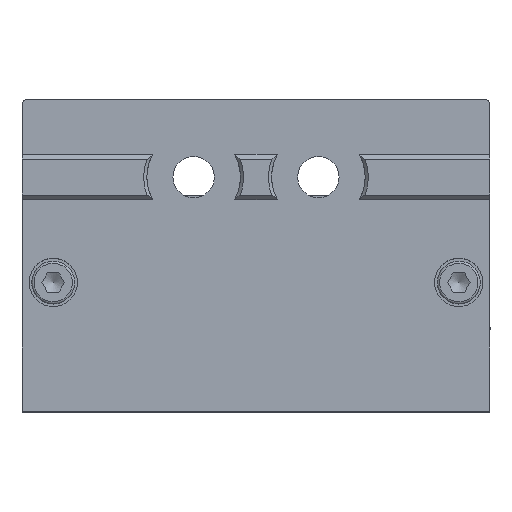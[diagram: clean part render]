
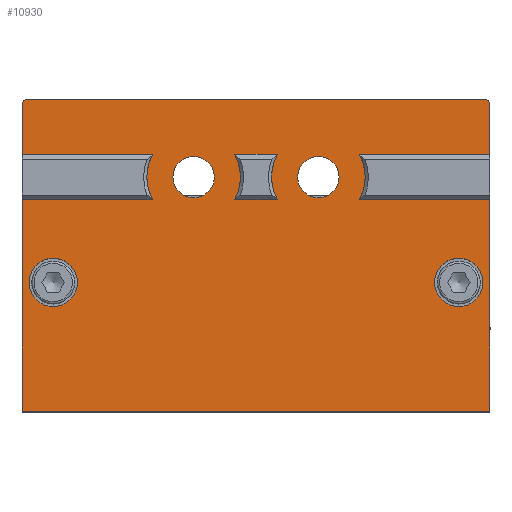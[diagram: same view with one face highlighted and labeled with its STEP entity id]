
A CAD part, top view. The second image highlights one B-rep face of the part: STEP entity #10930.
In plain terms, the highlighted face is planar.
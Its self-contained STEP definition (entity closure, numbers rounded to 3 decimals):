
#717=FACE_BOUND('',#2135,.T.);
#718=FACE_BOUND('',#2136,.T.);
#719=FACE_BOUND('',#2137,.T.);
#720=FACE_BOUND('',#2138,.T.);
#721=FACE_BOUND('',#2139,.T.);
#982=PLANE('',#11919);
#1463=FACE_OUTER_BOUND('',#2134,.T.);
#2134=EDGE_LOOP('',(#9389,#9390,#9391,#9392,#9393,#9394,#9395,#9396,#9397,
#9398,#9399,#9400,#9401,#9402));
#2135=EDGE_LOOP('',(#9403,#9404,#9405,#9406));
#2136=EDGE_LOOP('',(#9407));
#2137=EDGE_LOOP('',(#9408));
#2138=EDGE_LOOP('',(#9409));
#2139=EDGE_LOOP('',(#9410));
#3052=LINE('',#22664,#3821);
#3058=LINE('',#22676,#3827);
#3080=LINE('',#22725,#3849);
#3086=LINE('',#22737,#3855);
#3093=LINE('',#22750,#3862);
#3109=LINE('',#22797,#3878);
#3111=LINE('',#22803,#3880);
#3112=LINE('',#22806,#3881);
#3113=LINE('',#22808,#3882);
#3114=LINE('',#22809,#3883);
#3115=LINE('',#22811,#3884);
#3116=LINE('',#22814,#3885);
#3117=LINE('',#22819,#3886);
#3118=LINE('',#22822,#3887);
#3821=VECTOR('',#14197,10.);
#3827=VECTOR('',#14203,10.);
#3849=VECTOR('',#14239,10.);
#3855=VECTOR('',#14245,10.);
#3862=VECTOR('',#14254,10.);
#3878=VECTOR('',#14294,10.);
#3880=VECTOR('',#14302,10.);
#3881=VECTOR('',#14305,10.);
#3882=VECTOR('',#14306,10.);
#3883=VECTOR('',#14307,10.);
#3884=VECTOR('',#14308,10.);
#3885=VECTOR('',#14311,10.);
#3886=VECTOR('',#14314,10.);
#3887=VECTOR('',#14317,10.);
#4273=CIRCLE('',#11917,6.);
#4274=CIRCLE('',#11920,6.);
#4275=CIRCLE('',#11921,6.);
#4276=CIRCLE('',#11922,6.);
#4277=CIRCLE('',#11923,3.1);
#4278=CIRCLE('',#11924,3.1);
#4279=CIRCLE('',#11925,2.65);
#4280=CIRCLE('',#11926,2.65);
#5111=VERTEX_POINT('',#22661);
#5112=VERTEX_POINT('',#22663);
#5117=VERTEX_POINT('',#22673);
#5118=VERTEX_POINT('',#22675);
#5137=VERTEX_POINT('',#22722);
#5138=VERTEX_POINT('',#22724);
#5143=VERTEX_POINT('',#22734);
#5144=VERTEX_POINT('',#22736);
#5162=VERTEX_POINT('',#22795);
#5163=VERTEX_POINT('',#22799);
#5164=VERTEX_POINT('',#22805);
#5165=VERTEX_POINT('',#22807);
#5166=VERTEX_POINT('',#22810);
#5167=VERTEX_POINT('',#22812);
#5168=VERTEX_POINT('',#22815);
#5169=VERTEX_POINT('',#22816);
#5170=VERTEX_POINT('',#22818);
#5171=VERTEX_POINT('',#22820);
#5172=VERTEX_POINT('',#22823);
#5173=VERTEX_POINT('',#22825);
#5174=VERTEX_POINT('',#22827);
#5175=VERTEX_POINT('',#22829);
#6561=EDGE_CURVE('',#5112,#5111,#3052,.T.);
#6567=EDGE_CURVE('',#5118,#5117,#3058,.T.);
#6591=EDGE_CURVE('',#5138,#5137,#3080,.T.);
#6597=EDGE_CURVE('',#5143,#5144,#3086,.T.);
#6604=EDGE_CURVE('',#5118,#5137,#3093,.T.);
#6626=EDGE_CURVE('',#5162,#5112,#3109,.T.);
#6627=EDGE_CURVE('',#5163,#5162,#4273,.T.);
#6629=EDGE_CURVE('',#5117,#5163,#3111,.T.);
#6630=EDGE_CURVE('',#5164,#5111,#3112,.T.);
#6631=EDGE_CURVE('',#5164,#5165,#3113,.F.);
#6632=EDGE_CURVE('',#5144,#5165,#3114,.T.);
#6633=EDGE_CURVE('',#5143,#5166,#3115,.T.);
#6634=EDGE_CURVE('',#5166,#5167,#4274,.T.);
#6635=EDGE_CURVE('',#5167,#5138,#3116,.T.);
#6636=EDGE_CURVE('',#5168,#5169,#4275,.T.);
#6637=EDGE_CURVE('',#5169,#5170,#3117,.T.);
#6638=EDGE_CURVE('',#5170,#5171,#4276,.T.);
#6639=EDGE_CURVE('',#5171,#5168,#3118,.T.);
#6640=EDGE_CURVE('',#5172,#5172,#4277,.T.);
#6641=EDGE_CURVE('',#5173,#5173,#4278,.T.);
#6642=EDGE_CURVE('',#5174,#5174,#4279,.T.);
#6643=EDGE_CURVE('',#5175,#5175,#4280,.T.);
#9389=ORIENTED_EDGE('',*,*,#6629,.T.);
#9390=ORIENTED_EDGE('',*,*,#6627,.T.);
#9391=ORIENTED_EDGE('',*,*,#6626,.T.);
#9392=ORIENTED_EDGE('',*,*,#6561,.T.);
#9393=ORIENTED_EDGE('',*,*,#6630,.F.);
#9394=ORIENTED_EDGE('',*,*,#6631,.T.);
#9395=ORIENTED_EDGE('',*,*,#6632,.F.);
#9396=ORIENTED_EDGE('',*,*,#6597,.F.);
#9397=ORIENTED_EDGE('',*,*,#6633,.T.);
#9398=ORIENTED_EDGE('',*,*,#6634,.T.);
#9399=ORIENTED_EDGE('',*,*,#6635,.T.);
#9400=ORIENTED_EDGE('',*,*,#6591,.T.);
#9401=ORIENTED_EDGE('',*,*,#6604,.F.);
#9402=ORIENTED_EDGE('',*,*,#6567,.T.);
#9403=ORIENTED_EDGE('',*,*,#6636,.T.);
#9404=ORIENTED_EDGE('',*,*,#6637,.T.);
#9405=ORIENTED_EDGE('',*,*,#6638,.T.);
#9406=ORIENTED_EDGE('',*,*,#6639,.T.);
#9407=ORIENTED_EDGE('',*,*,#6640,.T.);
#9408=ORIENTED_EDGE('',*,*,#6641,.T.);
#9409=ORIENTED_EDGE('',*,*,#6642,.F.);
#9410=ORIENTED_EDGE('',*,*,#6643,.F.);
#10930=ADVANCED_FACE('',(#1463,#717,#718,#719,#720,#721),#982,.T.);
#11917=AXIS2_PLACEMENT_3D('',#22800,#14297,#14298);
#11919=AXIS2_PLACEMENT_3D('',#22804,#14303,#14304);
#11920=AXIS2_PLACEMENT_3D('',#22813,#14309,#14310);
#11921=AXIS2_PLACEMENT_3D('',#22817,#14312,#14313);
#11922=AXIS2_PLACEMENT_3D('',#22821,#14315,#14316);
#11923=AXIS2_PLACEMENT_3D('',#22824,#14318,#14319);
#11924=AXIS2_PLACEMENT_3D('',#22826,#14320,#14321);
#11925=AXIS2_PLACEMENT_3D('',#22828,#14322,#14323);
#11926=AXIS2_PLACEMENT_3D('',#22830,#14324,#14325);
#14197=DIRECTION('',(0.,0.,1.));
#14203=DIRECTION('',(0.,0.,1.));
#14239=DIRECTION('',(0.,0.,-1.));
#14245=DIRECTION('',(0.,0.,1.));
#14254=DIRECTION('',(-1.,0.,0.));
#14294=DIRECTION('',(1.,0.,0.));
#14297=DIRECTION('center_axis',(0.,-1.,
0.));
#14298=DIRECTION('ref_axis',(0.,0.,
-1.));
#14302=DIRECTION('',(-1.,0.,0.));
#14303=DIRECTION('center_axis',(0.,-1.,
0.));
#14304=DIRECTION('ref_axis',(0.,0.,
1.));
#14305=DIRECTION('',(0.707,0.,-0.707));
#14306=DIRECTION('',(1.,0.,0.));
#14307=DIRECTION('',(0.707,0.,0.707));
#14308=DIRECTION('',(1.,0.,0.));
#14309=DIRECTION('center_axis',(0.,-1.,
0.));
#14310=DIRECTION('ref_axis',(0.,0.,
-1.));
#14311=DIRECTION('',(-1.,0.,0.));
#14312=DIRECTION('center_axis',(0.,-1.,
0.));
#14313=DIRECTION('ref_axis',(0.,0.,
-1.));
#14314=DIRECTION('',(-1.,0.,0.));
#14315=DIRECTION('center_axis',(0.,-1.,
0.));
#14316=DIRECTION('ref_axis',(0.,0.,
-1.));
#14317=DIRECTION('',(1.,0.,0.));
#14318=DIRECTION('center_axis',(0.,1.,0.));
#14319=DIRECTION('ref_axis',(1.,0.,0.));
#14320=DIRECTION('center_axis',(0.,1.,0.));
#14321=DIRECTION('ref_axis',(1.,0.,0.));
#14322=DIRECTION('center_axis',(0.,-1.,
0.));
#14323=DIRECTION('ref_axis',(1.,0.,0.));
#14324=DIRECTION('center_axis',(0.,-1.,
0.));
#14325=DIRECTION('ref_axis',(-1.,0.,0.));
#22661=CARTESIAN_POINT('',(30.001,-180.001,24.6));
#22663=CARTESIAN_POINT('',(30.001,-180.001,17.9));
#22664=CARTESIAN_POINT('',(30.001,-180.001,-2.45));
#22673=CARTESIAN_POINT('',(30.001,-180.001,12.1));
#22675=CARTESIAN_POINT('',(30.001,-180.001,-15.));
#22676=CARTESIAN_POINT('',(30.001,-180.001,4.));
#22722=CARTESIAN_POINT('',(-29.999,-180.001,-15.));
#22724=CARTESIAN_POINT('',(-29.999,-180.001,12.1));
#22725=CARTESIAN_POINT('',(-29.999,-180.001,-6.45));
#22734=CARTESIAN_POINT('',(-29.999,-180.001,17.9));
#22736=CARTESIAN_POINT('',(-29.999,-180.001,24.6));
#22737=CARTESIAN_POINT('',(-29.999,-180.001,-6.45));
#22750=CARTESIAN_POINT('',(0.994,-180.001,-15.));
#22795=CARTESIAN_POINT('',(13.249,-180.001,17.9));
#22797=CARTESIAN_POINT('',(40.001,-180.001,17.9));
#22799=CARTESIAN_POINT('',(13.249,-180.001,12.1));
#22800=CARTESIAN_POINT('Origin',(7.997,-180.001,15.));
#22803=CARTESIAN_POINT('',(40.001,-180.001,12.1));
#22804=CARTESIAN_POINT('Origin',(1.986,-180.001,-7.9));
#22805=CARTESIAN_POINT('',(29.601,-180.001,25.));
#22806=CARTESIAN_POINT('',(31.022,-180.001,23.579));
#22807=CARTESIAN_POINT('',(-29.599,-180.001,25.));
#22808=CARTESIAN_POINT('',(21.346,-180.001,25.));
#22809=CARTESIAN_POINT('',(-30.028,-180.001,24.571));
#22810=CARTESIAN_POINT('',(-13.247,-180.001,17.9));
#22811=CARTESIAN_POINT('',(40.001,-180.001,17.9));
#22812=CARTESIAN_POINT('',(-13.247,-180.001,12.1));
#22813=CARTESIAN_POINT('Origin',(-7.995,-180.001,15.));
#22814=CARTESIAN_POINT('',(40.001,-180.001,12.1));
#22815=CARTESIAN_POINT('',(2.744,-180.001,17.9));
#22816=CARTESIAN_POINT('',(2.744,-180.001,12.1));
#22817=CARTESIAN_POINT('Origin',(7.997,-180.001,15.));
#22818=CARTESIAN_POINT('',(-2.742,-180.001,12.1));
#22819=CARTESIAN_POINT('',(40.001,-180.001,12.1));
#22820=CARTESIAN_POINT('',(-2.742,-180.001,17.9));
#22821=CARTESIAN_POINT('Origin',(-7.995,-180.001,15.));
#22822=CARTESIAN_POINT('',(40.001,-180.001,17.9));
#22823=CARTESIAN_POINT('',(22.901,-180.001,1.5));
#22824=CARTESIAN_POINT('Origin',(26.001,-180.001,1.5));
#22825=CARTESIAN_POINT('',(-29.099,-180.001,1.5));
#22826=CARTESIAN_POINT('Origin',(-25.999,-180.001,1.5));
#22827=CARTESIAN_POINT('',(5.347,-180.001,15.));
#22828=CARTESIAN_POINT('Origin',(7.997,-180.001,15.));
#22829=CARTESIAN_POINT('',(-5.345,-180.001,15.));
#22830=CARTESIAN_POINT('Origin',(-7.995,-180.001,15.));
